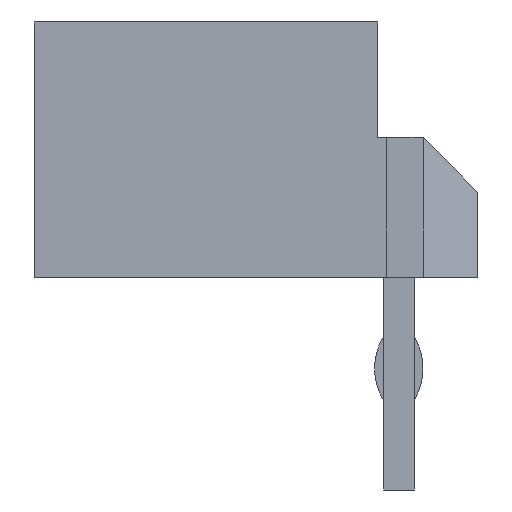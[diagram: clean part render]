
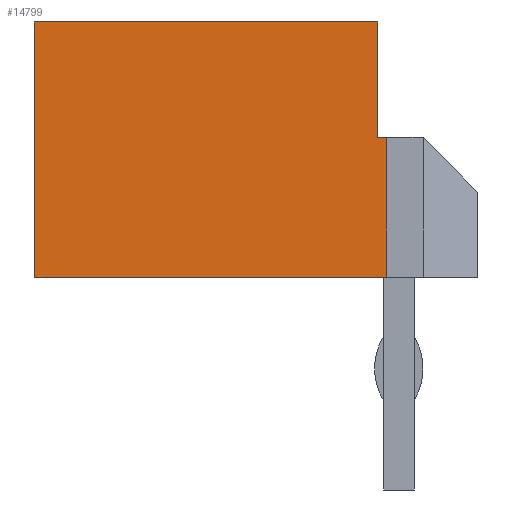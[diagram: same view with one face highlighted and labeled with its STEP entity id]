
A CAD part, left-side view. The second image highlights one B-rep face of the part: STEP entity #14799.
In plain terms, the highlighted planar face has unit normal (-1, 0, 0).
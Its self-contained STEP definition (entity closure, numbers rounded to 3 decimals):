
#368 = PLANE('',#369);
#369 = AXIS2_PLACEMENT_3D('',#370,#371,#372);
#370 = CARTESIAN_POINT('',(18.,-1.3,0.));
#371 = DIRECTION('',(0.,0.,-1.));
#372 = DIRECTION('',(-1.,0.,0.));
#2869 = PLANE('',#2870);
#2870 = AXIS2_PLACEMENT_3D('',#2871,#2872,#2873);
#2871 = CARTESIAN_POINT('',(8.,6.,2.1));
#2872 = DIRECTION('',(0.,1.,0.));
#2873 = DIRECTION('',(-1.,0.,0.));
#4571 = PLANE('',#4572);
#4572 = AXIS2_PLACEMENT_3D('',#4573,#4574,#4575);
#4573 = CARTESIAN_POINT('',(-2.,0.35,2.3));
#4574 = DIRECTION('',(0.,0.,-1.));
#4575 = DIRECTION('',(0.,-1.,0.));
#7535 = VERTEX_POINT('',#7536);
#7536 = CARTESIAN_POINT('',(-2.,0.2,2.3));
#7550 = PLANE('',#7551);
#7551 = AXIS2_PLACEMENT_3D('',#7552,#7553,#7554);
#7552 = CARTESIAN_POINT('',(-2.,0.2,0.));
#7553 = DIRECTION('',(0.,1.,0.));
#7554 = DIRECTION('',(1.,0.,0.));
#7562 = EDGE_CURVE('',#7563,#7535,#7565,.T.);
#7563 = VERTEX_POINT('',#7564);
#7564 = CARTESIAN_POINT('',(-2.,0.35,2.3));
#7565 = SURFACE_CURVE('',#7566,(#7570,#7577),.PCURVE_S1.);
#7566 = LINE('',#7567,#7568);
#7567 = CARTESIAN_POINT('',(-2.,0.35,2.3));
#7568 = VECTOR('',#7569,1.);
#7569 = DIRECTION('',(0.,-1.,0.));
#7570 = PCURVE('',#4571,#7571);
#7571 = DEFINITIONAL_REPRESENTATION('',(#7572),#7576);
#7572 = LINE('',#7573,#7574);
#7573 = CARTESIAN_POINT('',(0.,0.));
#7574 = VECTOR('',#7575,1.);
#7575 = DIRECTION('',(1.,0.));
#7576 = ( GEOMETRIC_REPRESENTATION_CONTEXT(2) 
PARAMETRIC_REPRESENTATION_CONTEXT() REPRESENTATION_CONTEXT('2D SPACE',''
  ) );
#7577 = PCURVE('',#7578,#7583);
#7578 = PLANE('',#7579);
#7579 = AXIS2_PLACEMENT_3D('',#7580,#7581,#7582);
#7580 = CARTESIAN_POINT('',(-2.,-1.3,0.));
#7581 = DIRECTION('',(-1.,0.,0.));
#7582 = DIRECTION('',(0.,0.,1.));
#7583 = DEFINITIONAL_REPRESENTATION('',(#7584),#7588);
#7584 = LINE('',#7585,#7586);
#7585 = CARTESIAN_POINT('',(2.3,1.65));
#7586 = VECTOR('',#7587,1.);
#7587 = DIRECTION('',(0.,-1.));
#7588 = ( GEOMETRIC_REPRESENTATION_CONTEXT(2) 
PARAMETRIC_REPRESENTATION_CONTEXT() REPRESENTATION_CONTEXT('2D SPACE',''
  ) );
#7606 = PLANE('',#7607);
#7607 = AXIS2_PLACEMENT_3D('',#7608,#7609,#7610);
#7608 = CARTESIAN_POINT('',(-2.,0.35,4.2));
#7609 = DIRECTION('',(0.,1.,0.));
#7610 = DIRECTION('',(0.,0.,-1.));
#9272 = PLANE('',#9273);
#9273 = AXIS2_PLACEMENT_3D('',#9274,#9275,#9276);
#9274 = CARTESIAN_POINT('',(-2.,-1.3,4.2));
#9275 = DIRECTION('',(0.,0.,1.));
#9276 = DIRECTION('',(1.,0.,0.));
#14152 = VERTEX_POINT('',#14153);
#14153 = CARTESIAN_POINT('',(-2.,6.,4.2));
#14174 = EDGE_CURVE('',#14175,#14152,#14177,.T.);
#14175 = VERTEX_POINT('',#14176);
#14176 = CARTESIAN_POINT('',(-2.,6.,0.));
#14177 = SURFACE_CURVE('',#14178,(#14182,#14189),.PCURVE_S1.);
#14178 = LINE('',#14179,#14180);
#14179 = CARTESIAN_POINT('',(-2.,6.,0.));
#14180 = VECTOR('',#14181,1.);
#14181 = DIRECTION('',(0.,0.,1.));
#14182 = PCURVE('',#2869,#14183);
#14183 = DEFINITIONAL_REPRESENTATION('',(#14184),#14188);
#14184 = LINE('',#14185,#14186);
#14185 = CARTESIAN_POINT('',(10.,-2.1));
#14186 = VECTOR('',#14187,1.);
#14187 = DIRECTION('',(0.,1.));
#14188 = ( GEOMETRIC_REPRESENTATION_CONTEXT(2) 
PARAMETRIC_REPRESENTATION_CONTEXT() REPRESENTATION_CONTEXT('2D SPACE',''
  ) );
#14189 = PCURVE('',#7578,#14190);
#14190 = DEFINITIONAL_REPRESENTATION('',(#14191),#14195);
#14191 = LINE('',#14192,#14193);
#14192 = CARTESIAN_POINT('',(0.,7.3));
#14193 = VECTOR('',#14194,1.);
#14194 = DIRECTION('',(1.,0.));
#14195 = ( GEOMETRIC_REPRESENTATION_CONTEXT(2) 
PARAMETRIC_REPRESENTATION_CONTEXT() REPRESENTATION_CONTEXT('2D SPACE',''
  ) );
#14461 = VERTEX_POINT('',#14462);
#14462 = CARTESIAN_POINT('',(-2.,0.2,0.));
#14598 = EDGE_CURVE('',#14461,#14175,#14599,.T.);
#14599 = SURFACE_CURVE('',#14600,(#14604,#14611),.PCURVE_S1.);
#14600 = LINE('',#14601,#14602);
#14601 = CARTESIAN_POINT('',(-2.,0.2,0.));
#14602 = VECTOR('',#14603,1.);
#14603 = DIRECTION('',(0.,1.,0.));
#14604 = PCURVE('',#368,#14605);
#14605 = DEFINITIONAL_REPRESENTATION('',(#14606),#14610);
#14606 = LINE('',#14607,#14608);
#14607 = CARTESIAN_POINT('',(20.,1.5));
#14608 = VECTOR('',#14609,1.);
#14609 = DIRECTION('',(0.,1.));
#14610 = ( GEOMETRIC_REPRESENTATION_CONTEXT(2) 
PARAMETRIC_REPRESENTATION_CONTEXT() REPRESENTATION_CONTEXT('2D SPACE',''
  ) );
#14611 = PCURVE('',#7578,#14612);
#14612 = DEFINITIONAL_REPRESENTATION('',(#14613),#14617);
#14613 = LINE('',#14614,#14615);
#14614 = CARTESIAN_POINT('',(0.,1.5));
#14615 = VECTOR('',#14616,1.);
#14616 = DIRECTION('',(0.,1.));
#14617 = ( GEOMETRIC_REPRESENTATION_CONTEXT(2) 
PARAMETRIC_REPRESENTATION_CONTEXT() REPRESENTATION_CONTEXT('2D SPACE',''
  ) );
#14755 = EDGE_CURVE('',#14756,#7563,#14758,.T.);
#14756 = VERTEX_POINT('',#14757);
#14757 = CARTESIAN_POINT('',(-2.,0.35,4.2));
#14758 = SURFACE_CURVE('',#14759,(#14763,#14770),.PCURVE_S1.);
#14759 = LINE('',#14760,#14761);
#14760 = CARTESIAN_POINT('',(-2.,0.35,4.2));
#14761 = VECTOR('',#14762,1.);
#14762 = DIRECTION('',(0.,0.,-1.));
#14763 = PCURVE('',#7606,#14764);
#14764 = DEFINITIONAL_REPRESENTATION('',(#14765),#14769);
#14765 = LINE('',#14766,#14767);
#14766 = CARTESIAN_POINT('',(0.,0.));
#14767 = VECTOR('',#14768,1.);
#14768 = DIRECTION('',(1.,0.));
#14769 = ( GEOMETRIC_REPRESENTATION_CONTEXT(2) 
PARAMETRIC_REPRESENTATION_CONTEXT() REPRESENTATION_CONTEXT('2D SPACE',''
  ) );
#14770 = PCURVE('',#7578,#14771);
#14771 = DEFINITIONAL_REPRESENTATION('',(#14772),#14776);
#14772 = LINE('',#14773,#14774);
#14773 = CARTESIAN_POINT('',(4.2,1.65));
#14774 = VECTOR('',#14775,1.);
#14775 = DIRECTION('',(-1.,0.));
#14776 = ( GEOMETRIC_REPRESENTATION_CONTEXT(2) 
PARAMETRIC_REPRESENTATION_CONTEXT() REPRESENTATION_CONTEXT('2D SPACE',''
  ) );
#14799 = ADVANCED_FACE('',(#14800),#7578,.T.);
#14800 = FACE_BOUND('',#14801,.F.);
#14801 = EDGE_LOOP('',(#14802,#14823,#14824,#14825,#14846,#14847));
#14802 = ORIENTED_EDGE('',*,*,#14803,.F.);
#14803 = EDGE_CURVE('',#14461,#7535,#14804,.T.);
#14804 = SURFACE_CURVE('',#14805,(#14809,#14816),.PCURVE_S1.);
#14805 = LINE('',#14806,#14807);
#14806 = CARTESIAN_POINT('',(-2.,0.2,0.));
#14807 = VECTOR('',#14808,1.);
#14808 = DIRECTION('',(0.,0.,1.));
#14809 = PCURVE('',#7578,#14810);
#14810 = DEFINITIONAL_REPRESENTATION('',(#14811),#14815);
#14811 = LINE('',#14812,#14813);
#14812 = CARTESIAN_POINT('',(0.,1.5));
#14813 = VECTOR('',#14814,1.);
#14814 = DIRECTION('',(1.,0.));
#14815 = ( GEOMETRIC_REPRESENTATION_CONTEXT(2) 
PARAMETRIC_REPRESENTATION_CONTEXT() REPRESENTATION_CONTEXT('2D SPACE',''
  ) );
#14816 = PCURVE('',#7550,#14817);
#14817 = DEFINITIONAL_REPRESENTATION('',(#14818),#14822);
#14818 = LINE('',#14819,#14820);
#14819 = CARTESIAN_POINT('',(0.,0.));
#14820 = VECTOR('',#14821,1.);
#14821 = DIRECTION('',(0.,-1.));
#14822 = ( GEOMETRIC_REPRESENTATION_CONTEXT(2) 
PARAMETRIC_REPRESENTATION_CONTEXT() REPRESENTATION_CONTEXT('2D SPACE',''
  ) );
#14823 = ORIENTED_EDGE('',*,*,#14598,.T.);
#14824 = ORIENTED_EDGE('',*,*,#14174,.T.);
#14825 = ORIENTED_EDGE('',*,*,#14826,.F.);
#14826 = EDGE_CURVE('',#14756,#14152,#14827,.T.);
#14827 = SURFACE_CURVE('',#14828,(#14832,#14839),.PCURVE_S1.);
#14828 = LINE('',#14829,#14830);
#14829 = CARTESIAN_POINT('',(-2.,0.35,4.2));
#14830 = VECTOR('',#14831,1.);
#14831 = DIRECTION('',(0.,1.,0.));
#14832 = PCURVE('',#7578,#14833);
#14833 = DEFINITIONAL_REPRESENTATION('',(#14834),#14838);
#14834 = LINE('',#14835,#14836);
#14835 = CARTESIAN_POINT('',(4.2,1.65));
#14836 = VECTOR('',#14837,1.);
#14837 = DIRECTION('',(0.,1.));
#14838 = ( GEOMETRIC_REPRESENTATION_CONTEXT(2) 
PARAMETRIC_REPRESENTATION_CONTEXT() REPRESENTATION_CONTEXT('2D SPACE',''
  ) );
#14839 = PCURVE('',#9272,#14840);
#14840 = DEFINITIONAL_REPRESENTATION('',(#14841),#14845);
#14841 = LINE('',#14842,#14843);
#14842 = CARTESIAN_POINT('',(0.,1.65));
#14843 = VECTOR('',#14844,1.);
#14844 = DIRECTION('',(0.,1.));
#14845 = ( GEOMETRIC_REPRESENTATION_CONTEXT(2) 
PARAMETRIC_REPRESENTATION_CONTEXT() REPRESENTATION_CONTEXT('2D SPACE',''
  ) );
#14846 = ORIENTED_EDGE('',*,*,#14755,.T.);
#14847 = ORIENTED_EDGE('',*,*,#7562,.T.);
